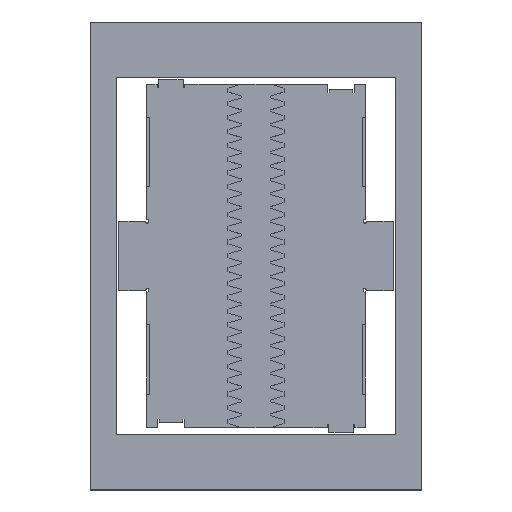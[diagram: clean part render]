
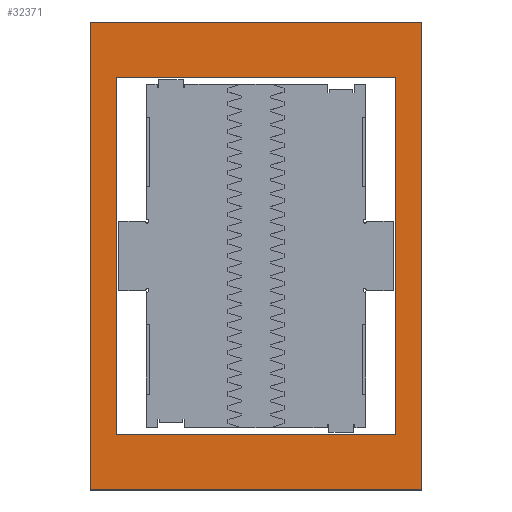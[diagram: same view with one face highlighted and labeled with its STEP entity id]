
A CAD part, top view. The second image highlights one B-rep face of the part: STEP entity #32371.
In plain terms, the highlighted planar face has unit normal (0, 0, 1).
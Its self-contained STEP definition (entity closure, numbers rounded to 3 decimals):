
#32371 = ADVANCED_FACE('',(#32372,#32491),#32386,.T.);
#32372 = FACE_BOUND('',#32373,.T.);
#32373 = EDGE_LOOP('',(#32374,#32409,#32437,#32465));
#32374 = ORIENTED_EDGE('',*,*,#32375,.T.);
#32375 = EDGE_CURVE('',#32376,#32378,#32380,.T.);
#32376 = VERTEX_POINT('',#32377);
#32377 = CARTESIAN_POINT('',(16.2,20.7,-4.2));
#32378 = VERTEX_POINT('',#32379);
#32379 = CARTESIAN_POINT('',(16.2,-20.7,-4.2));
#32380 = SURFACE_CURVE('',#32381,(#32385,#32397),.PCURVE_S1.);
#32381 = LINE('',#32382,#32383);
#32382 = CARTESIAN_POINT('',(16.2,20.7,-4.2));
#32383 = VECTOR('',#32384,1.);
#32384 = DIRECTION('',(0.,-1.,0.));
#32385 = PCURVE('',#32386,#32391);
#32386 = PLANE('',#32387);
#32387 = AXIS2_PLACEMENT_3D('',#32388,#32389,#32390);
#32388 = CARTESIAN_POINT('',(19.2,20.,-4.2));
#32389 = DIRECTION('',(0.,0.,1.));
#32390 = DIRECTION('',(0.,1.,0.));
#32391 = DEFINITIONAL_REPRESENTATION('',(#32392),#32396);
#32392 = LINE('',#32393,#32394);
#32393 = CARTESIAN_POINT('',(0.7,3.));
#32394 = VECTOR('',#32395,1.);
#32395 = DIRECTION('',(-1.,0.));
#32396 = ( GEOMETRIC_REPRESENTATION_CONTEXT(2) 
PARAMETRIC_REPRESENTATION_CONTEXT() REPRESENTATION_CONTEXT('2D SPACE',''
  ) );
#32397 = PCURVE('',#32398,#32403);
#32398 = PLANE('',#32399);
#32399 = AXIS2_PLACEMENT_3D('',#32400,#32401,#32402);
#32400 = CARTESIAN_POINT('',(16.2,20.,-6.6));
#32401 = DIRECTION('',(-1.,0.,0.));
#32402 = DIRECTION('',(0.,0.,1.));
#32403 = DEFINITIONAL_REPRESENTATION('',(#32404),#32408);
#32404 = LINE('',#32405,#32406);
#32405 = CARTESIAN_POINT('',(2.4,0.7));
#32406 = VECTOR('',#32407,1.);
#32407 = DIRECTION('',(0.,-1.));
#32408 = ( GEOMETRIC_REPRESENTATION_CONTEXT(2) 
PARAMETRIC_REPRESENTATION_CONTEXT() REPRESENTATION_CONTEXT('2D SPACE',''
  ) );
#32409 = ORIENTED_EDGE('',*,*,#32410,.F.);
#32410 = EDGE_CURVE('',#32411,#32378,#32413,.T.);
#32411 = VERTEX_POINT('',#32412);
#32412 = CARTESIAN_POINT('',(-16.2,-20.7,-4.2));
#32413 = SURFACE_CURVE('',#32414,(#32418,#32425),.PCURVE_S1.);
#32414 = LINE('',#32415,#32416);
#32415 = CARTESIAN_POINT('',(-16.2,-20.7,-4.2));
#32416 = VECTOR('',#32417,1.);
#32417 = DIRECTION('',(1.,0.,0.));
#32418 = PCURVE('',#32386,#32419);
#32419 = DEFINITIONAL_REPRESENTATION('',(#32420),#32424);
#32420 = LINE('',#32421,#32422);
#32421 = CARTESIAN_POINT('',(-40.7,35.4));
#32422 = VECTOR('',#32423,1.);
#32423 = DIRECTION('',(0.,-1.));
#32424 = ( GEOMETRIC_REPRESENTATION_CONTEXT(2) 
PARAMETRIC_REPRESENTATION_CONTEXT() REPRESENTATION_CONTEXT('2D SPACE',''
  ) );
#32425 = PCURVE('',#32426,#32431);
#32426 = PLANE('',#32427);
#32427 = AXIS2_PLACEMENT_3D('',#32428,#32429,#32430);
#32428 = CARTESIAN_POINT('',(-16.2,-20.7,-6.6));
#32429 = DIRECTION('',(0.,-1.,0.));
#32430 = DIRECTION('',(0.,0.,1.));
#32431 = DEFINITIONAL_REPRESENTATION('',(#32432),#32436);
#32432 = LINE('',#32433,#32434);
#32433 = CARTESIAN_POINT('',(2.4,0.));
#32434 = VECTOR('',#32435,1.);
#32435 = DIRECTION('',(0.,-1.));
#32436 = ( GEOMETRIC_REPRESENTATION_CONTEXT(2) 
PARAMETRIC_REPRESENTATION_CONTEXT() REPRESENTATION_CONTEXT('2D SPACE',''
  ) );
#32437 = ORIENTED_EDGE('',*,*,#32438,.T.);
#32438 = EDGE_CURVE('',#32411,#32439,#32441,.T.);
#32439 = VERTEX_POINT('',#32440);
#32440 = CARTESIAN_POINT('',(-16.2,20.7,-4.2));
#32441 = SURFACE_CURVE('',#32442,(#32446,#32453),.PCURVE_S1.);
#32442 = LINE('',#32443,#32444);
#32443 = CARTESIAN_POINT('',(-16.2,-20.7,-4.2));
#32444 = VECTOR('',#32445,1.);
#32445 = DIRECTION('',(0.,1.,0.));
#32446 = PCURVE('',#32386,#32447);
#32447 = DEFINITIONAL_REPRESENTATION('',(#32448),#32452);
#32448 = LINE('',#32449,#32450);
#32449 = CARTESIAN_POINT('',(-40.7,35.4));
#32450 = VECTOR('',#32451,1.);
#32451 = DIRECTION('',(1.,0.));
#32452 = ( GEOMETRIC_REPRESENTATION_CONTEXT(2) 
PARAMETRIC_REPRESENTATION_CONTEXT() REPRESENTATION_CONTEXT('2D SPACE',''
  ) );
#32453 = PCURVE('',#32454,#32459);
#32454 = PLANE('',#32455);
#32455 = AXIS2_PLACEMENT_3D('',#32456,#32457,#32458);
#32456 = CARTESIAN_POINT('',(-16.2,20.,-6.6));
#32457 = DIRECTION('',(-1.,0.,0.));
#32458 = DIRECTION('',(0.,0.,1.));
#32459 = DEFINITIONAL_REPRESENTATION('',(#32460),#32464);
#32460 = LINE('',#32461,#32462);
#32461 = CARTESIAN_POINT('',(2.4,-40.7));
#32462 = VECTOR('',#32463,1.);
#32463 = DIRECTION('',(0.,1.));
#32464 = ( GEOMETRIC_REPRESENTATION_CONTEXT(2) 
PARAMETRIC_REPRESENTATION_CONTEXT() REPRESENTATION_CONTEXT('2D SPACE',''
  ) );
#32465 = ORIENTED_EDGE('',*,*,#32466,.F.);
#32466 = EDGE_CURVE('',#32376,#32439,#32467,.T.);
#32467 = SURFACE_CURVE('',#32468,(#32472,#32479),.PCURVE_S1.);
#32468 = LINE('',#32469,#32470);
#32469 = CARTESIAN_POINT('',(16.2,20.7,-4.2));
#32470 = VECTOR('',#32471,1.);
#32471 = DIRECTION('',(-1.,0.,0.));
#32472 = PCURVE('',#32386,#32473);
#32473 = DEFINITIONAL_REPRESENTATION('',(#32474),#32478);
#32474 = LINE('',#32475,#32476);
#32475 = CARTESIAN_POINT('',(0.7,3.));
#32476 = VECTOR('',#32477,1.);
#32477 = DIRECTION('',(0.,1.));
#32478 = ( GEOMETRIC_REPRESENTATION_CONTEXT(2) 
PARAMETRIC_REPRESENTATION_CONTEXT() REPRESENTATION_CONTEXT('2D SPACE',''
  ) );
#32479 = PCURVE('',#32480,#32485);
#32480 = PLANE('',#32481);
#32481 = AXIS2_PLACEMENT_3D('',#32482,#32483,#32484);
#32482 = CARTESIAN_POINT('',(16.2,20.7,-6.6));
#32483 = DIRECTION('',(0.,1.,0.));
#32484 = DIRECTION('',(0.,0.,1.));
#32485 = DEFINITIONAL_REPRESENTATION('',(#32486),#32490);
#32486 = LINE('',#32487,#32488);
#32487 = CARTESIAN_POINT('',(2.4,0.));
#32488 = VECTOR('',#32489,1.);
#32489 = DIRECTION('',(0.,-1.));
#32490 = ( GEOMETRIC_REPRESENTATION_CONTEXT(2) 
PARAMETRIC_REPRESENTATION_CONTEXT() REPRESENTATION_CONTEXT('2D SPACE',''
  ) );
#32491 = FACE_BOUND('',#32492,.T.);
#32492 = EDGE_LOOP('',(#32493,#32523,#32551,#32579));
#32493 = ORIENTED_EDGE('',*,*,#32494,.T.);
#32494 = EDGE_CURVE('',#32495,#32497,#32499,.T.);
#32495 = VERTEX_POINT('',#32496);
#32496 = CARTESIAN_POINT('',(-19.2,27.1,-4.2));
#32497 = VERTEX_POINT('',#32498);
#32498 = CARTESIAN_POINT('',(-19.2,-27.1,-4.2));
#32499 = SURFACE_CURVE('',#32500,(#32504,#32511),.PCURVE_S1.);
#32500 = LINE('',#32501,#32502);
#32501 = CARTESIAN_POINT('',(-19.2,27.1,-4.2));
#32502 = VECTOR('',#32503,1.);
#32503 = DIRECTION('',(0.,-1.,0.));
#32504 = PCURVE('',#32386,#32505);
#32505 = DEFINITIONAL_REPRESENTATION('',(#32506),#32510);
#32506 = LINE('',#32507,#32508);
#32507 = CARTESIAN_POINT('',(7.1,38.4));
#32508 = VECTOR('',#32509,1.);
#32509 = DIRECTION('',(-1.,0.));
#32510 = ( GEOMETRIC_REPRESENTATION_CONTEXT(2) 
PARAMETRIC_REPRESENTATION_CONTEXT() REPRESENTATION_CONTEXT('2D SPACE',''
  ) );
#32511 = PCURVE('',#32512,#32517);
#32512 = PLANE('',#32513);
#32513 = AXIS2_PLACEMENT_3D('',#32514,#32515,#32516);
#32514 = CARTESIAN_POINT('',(-19.2,20.,-6.6));
#32515 = DIRECTION('',(-1.,0.,0.));
#32516 = DIRECTION('',(0.,0.,1.));
#32517 = DEFINITIONAL_REPRESENTATION('',(#32518),#32522);
#32518 = LINE('',#32519,#32520);
#32519 = CARTESIAN_POINT('',(2.4,7.1));
#32520 = VECTOR('',#32521,1.);
#32521 = DIRECTION('',(0.,-1.));
#32522 = ( GEOMETRIC_REPRESENTATION_CONTEXT(2) 
PARAMETRIC_REPRESENTATION_CONTEXT() REPRESENTATION_CONTEXT('2D SPACE',''
  ) );
#32523 = ORIENTED_EDGE('',*,*,#32524,.T.);
#32524 = EDGE_CURVE('',#32497,#32525,#32527,.T.);
#32525 = VERTEX_POINT('',#32526);
#32526 = CARTESIAN_POINT('',(19.2,-27.1,-4.2));
#32527 = SURFACE_CURVE('',#32528,(#32532,#32539),.PCURVE_S1.);
#32528 = LINE('',#32529,#32530);
#32529 = CARTESIAN_POINT('',(-19.2,-27.1,-4.2));
#32530 = VECTOR('',#32531,1.);
#32531 = DIRECTION('',(1.,0.,0.));
#32532 = PCURVE('',#32386,#32533);
#32533 = DEFINITIONAL_REPRESENTATION('',(#32534),#32538);
#32534 = LINE('',#32535,#32536);
#32535 = CARTESIAN_POINT('',(-47.1,38.4));
#32536 = VECTOR('',#32537,1.);
#32537 = DIRECTION('',(0.,-1.));
#32538 = ( GEOMETRIC_REPRESENTATION_CONTEXT(2) 
PARAMETRIC_REPRESENTATION_CONTEXT() REPRESENTATION_CONTEXT('2D SPACE',''
  ) );
#32539 = PCURVE('',#32540,#32545);
#32540 = PLANE('',#32541);
#32541 = AXIS2_PLACEMENT_3D('',#32542,#32543,#32544);
#32542 = CARTESIAN_POINT('',(-19.2,-27.1,-6.6));
#32543 = DIRECTION('',(0.,-1.,0.));
#32544 = DIRECTION('',(0.,0.,1.));
#32545 = DEFINITIONAL_REPRESENTATION('',(#32546),#32550);
#32546 = LINE('',#32547,#32548);
#32547 = CARTESIAN_POINT('',(2.4,0.));
#32548 = VECTOR('',#32549,1.);
#32549 = DIRECTION('',(0.,-1.));
#32550 = ( GEOMETRIC_REPRESENTATION_CONTEXT(2) 
PARAMETRIC_REPRESENTATION_CONTEXT() REPRESENTATION_CONTEXT('2D SPACE',''
  ) );
#32551 = ORIENTED_EDGE('',*,*,#32552,.T.);
#32552 = EDGE_CURVE('',#32525,#32553,#32555,.T.);
#32553 = VERTEX_POINT('',#32554);
#32554 = CARTESIAN_POINT('',(19.2,27.1,-4.2));
#32555 = SURFACE_CURVE('',#32556,(#32560,#32567),.PCURVE_S1.);
#32556 = LINE('',#32557,#32558);
#32557 = CARTESIAN_POINT('',(19.2,-27.1,-4.2));
#32558 = VECTOR('',#32559,1.);
#32559 = DIRECTION('',(0.,1.,0.));
#32560 = PCURVE('',#32386,#32561);
#32561 = DEFINITIONAL_REPRESENTATION('',(#32562),#32566);
#32562 = LINE('',#32563,#32564);
#32563 = CARTESIAN_POINT('',(-47.1,0.));
#32564 = VECTOR('',#32565,1.);
#32565 = DIRECTION('',(1.,0.));
#32566 = ( GEOMETRIC_REPRESENTATION_CONTEXT(2) 
PARAMETRIC_REPRESENTATION_CONTEXT() REPRESENTATION_CONTEXT('2D SPACE',''
  ) );
#32567 = PCURVE('',#32568,#32573);
#32568 = PLANE('',#32569);
#32569 = AXIS2_PLACEMENT_3D('',#32570,#32571,#32572);
#32570 = CARTESIAN_POINT('',(19.2,20.,-6.6));
#32571 = DIRECTION('',(-1.,0.,0.));
#32572 = DIRECTION('',(0.,0.,1.));
#32573 = DEFINITIONAL_REPRESENTATION('',(#32574),#32578);
#32574 = LINE('',#32575,#32576);
#32575 = CARTESIAN_POINT('',(2.4,-47.1));
#32576 = VECTOR('',#32577,1.);
#32577 = DIRECTION('',(0.,1.));
#32578 = ( GEOMETRIC_REPRESENTATION_CONTEXT(2) 
PARAMETRIC_REPRESENTATION_CONTEXT() REPRESENTATION_CONTEXT('2D SPACE',''
  ) );
#32579 = ORIENTED_EDGE('',*,*,#32580,.T.);
#32580 = EDGE_CURVE('',#32553,#32495,#32581,.T.);
#32581 = SURFACE_CURVE('',#32582,(#32586,#32593),.PCURVE_S1.);
#32582 = LINE('',#32583,#32584);
#32583 = CARTESIAN_POINT('',(19.2,27.1,-4.2));
#32584 = VECTOR('',#32585,1.);
#32585 = DIRECTION('',(-1.,0.,0.));
#32586 = PCURVE('',#32386,#32587);
#32587 = DEFINITIONAL_REPRESENTATION('',(#32588),#32592);
#32588 = LINE('',#32589,#32590);
#32589 = CARTESIAN_POINT('',(7.1,0.));
#32590 = VECTOR('',#32591,1.);
#32591 = DIRECTION('',(0.,1.));
#32592 = ( GEOMETRIC_REPRESENTATION_CONTEXT(2) 
PARAMETRIC_REPRESENTATION_CONTEXT() REPRESENTATION_CONTEXT('2D SPACE',''
  ) );
#32593 = PCURVE('',#32594,#32599);
#32594 = PLANE('',#32595);
#32595 = AXIS2_PLACEMENT_3D('',#32596,#32597,#32598);
#32596 = CARTESIAN_POINT('',(19.2,27.1,-6.6));
#32597 = DIRECTION('',(0.,1.,0.));
#32598 = DIRECTION('',(0.,0.,1.));
#32599 = DEFINITIONAL_REPRESENTATION('',(#32600),#32604);
#32600 = LINE('',#32601,#32602);
#32601 = CARTESIAN_POINT('',(2.4,0.));
#32602 = VECTOR('',#32603,1.);
#32603 = DIRECTION('',(0.,-1.));
#32604 = ( GEOMETRIC_REPRESENTATION_CONTEXT(2) 
PARAMETRIC_REPRESENTATION_CONTEXT() REPRESENTATION_CONTEXT('2D SPACE',''
  ) );
